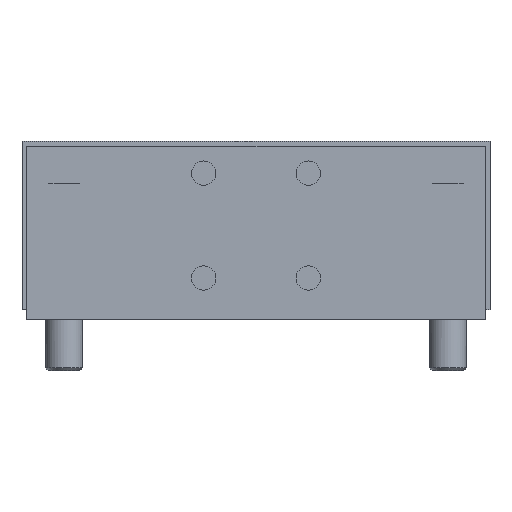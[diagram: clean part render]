
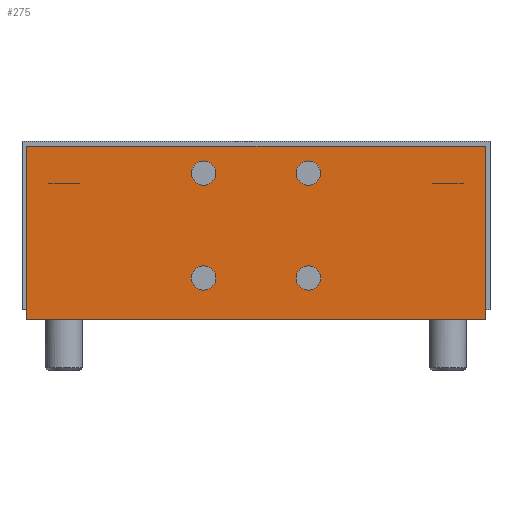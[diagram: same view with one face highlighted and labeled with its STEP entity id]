
A CAD part, left-side view. The second image highlights one B-rep face of the part: STEP entity #275.
In plain terms, the highlighted planar face has unit normal (-1, 0, 0).
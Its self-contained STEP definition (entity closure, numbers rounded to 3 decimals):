
#275 = ADVANCED_FACE( '', ( #729, #730, #731, #732, #733 ), #734, .F. );
#729 = FACE_BOUND( '', #1504, .T. );
#730 = FACE_BOUND( '', #1505, .T. );
#731 = FACE_BOUND( '', #1506, .T. );
#732 = FACE_BOUND( '', #1507, .T. );
#733 = FACE_OUTER_BOUND( '', #1508, .T. );
#734 = PLANE( '', #1509 );
#1504 = EDGE_LOOP( '', ( #2325 ) );
#1505 = EDGE_LOOP( '', ( #2326 ) );
#1506 = EDGE_LOOP( '', ( #2327 ) );
#1507 = EDGE_LOOP( '', ( #2328 ) );
#1508 = EDGE_LOOP( '', ( #2329, #2330, #2331, #2332 ) );
#1509 = AXIS2_PLACEMENT_3D( '', #2333, #2334, #2335 );
#2325 = ORIENTED_EDGE( '', *, *, #3648, .T. );
#2326 = ORIENTED_EDGE( '', *, *, #3649, .T. );
#2327 = ORIENTED_EDGE( '', *, *, #3650, .T. );
#2328 = ORIENTED_EDGE( '', *, *, #3651, .T. );
#2329 = ORIENTED_EDGE( '', *, *, #3652, .F. );
#2330 = ORIENTED_EDGE( '', *, *, #3653, .F. );
#2331 = ORIENTED_EDGE( '', *, *, #3590, .F. );
#2332 = ORIENTED_EDGE( '', *, *, #3610, .F. );
#2333 = CARTESIAN_POINT( '', ( -371., -28., 18. ) );
#2334 = DIRECTION( '', ( 1., 0., 0. ) );
#2335 = DIRECTION( '', ( 0., 1., 0. ) );
#3590 = EDGE_CURVE( '', #4103, #4105, #4106, .T. );
#3610 = EDGE_CURVE( '', #4136, #4103, #4138, .T. );
#3648 = EDGE_CURVE( '', #4198, #4198, #4199, .T. );
#3649 = EDGE_CURVE( '', #4200, #4200, #4201, .T. );
#3650 = EDGE_CURVE( '', #4202, #4202, #4203, .T. );
#3651 = EDGE_CURVE( '', #4204, #4204, #4205, .T. );
#3652 = EDGE_CURVE( '', #4206, #4136, #4207, .T. );
#3653 = EDGE_CURVE( '', #4105, #4206, #4208, .T. );
#4103 = VERTEX_POINT( '', #4856 );
#4105 = VERTEX_POINT( '', #4859 );
#4106 = LINE( '', #4860, #4861 );
#4136 = VERTEX_POINT( '', #4897 );
#4138 = LINE( '', #4900, #4901 );
#4198 = VERTEX_POINT( '', #4963 );
#4199 = CIRCLE( '', #4964, 2.6 );
#4200 = VERTEX_POINT( '', #4965 );
#4201 = CIRCLE( '', #4966, 2.6 );
#4202 = VERTEX_POINT( '', #4967 );
#4203 = CIRCLE( '', #4968, 2.6 );
#4204 = VERTEX_POINT( '', #4969 );
#4205 = CIRCLE( '', #4970, 2.6 );
#4206 = VERTEX_POINT( '', #4971 );
#4207 = LINE( '', #4972, #4973 );
#4208 = LINE( '', #4974, #4975 );
#4856 = CARTESIAN_POINT( '', ( -371., 49., 35. ) );
#4859 = CARTESIAN_POINT( '', ( -371., -49., 35. ) );
#4860 = CARTESIAN_POINT( '', ( -371., 49., 35. ) );
#4861 = VECTOR( '', #5883, 1000. );
#4897 = CARTESIAN_POINT( '', ( -371., 49., -2. ) );
#4900 = CARTESIAN_POINT( '', ( -371., 49., -2. ) );
#4901 = VECTOR( '', #5909, 1000. );
#4963 = CARTESIAN_POINT( '', ( -371., 13.8, 6.8 ) );
#4964 = AXIS2_PLACEMENT_3D( '', #5975, #5976, #5977 );
#4965 = CARTESIAN_POINT( '', ( -371., -8.6, 6.8 ) );
#4966 = AXIS2_PLACEMENT_3D( '', #5978, #5979, #5980 );
#4967 = CARTESIAN_POINT( '', ( -371., 13.8, 29.2 ) );
#4968 = AXIS2_PLACEMENT_3D( '', #5981, #5982, #5983 );
#4969 = CARTESIAN_POINT( '', ( -371., -8.6, 29.2 ) );
#4970 = AXIS2_PLACEMENT_3D( '', #5984, #5985, #5986 );
#4971 = CARTESIAN_POINT( '', ( -371., -49., -2. ) );
#4972 = CARTESIAN_POINT( '', ( -371., -49., -2. ) );
#4973 = VECTOR( '', #5987, 1000. );
#4974 = CARTESIAN_POINT( '', ( -371., -49., 35. ) );
#4975 = VECTOR( '', #5988, 1000. );
#5883 = DIRECTION( '', ( 0., -1., 0. ) );
#5909 = DIRECTION( '', ( 0., 0., 1. ) );
#5975 = CARTESIAN_POINT( '', ( -371., 11.2, 6.8 ) );
#5976 = DIRECTION( '', ( 1., 0., 0. ) );
#5977 = DIRECTION( '', ( 0., 1., 0. ) );
#5978 = CARTESIAN_POINT( '', ( -371., -11.2, 6.8 ) );
#5979 = DIRECTION( '', ( 1., 0., 0. ) );
#5980 = DIRECTION( '', ( 0., 1., 0. ) );
#5981 = CARTESIAN_POINT( '', ( -371., 11.2, 29.2 ) );
#5982 = DIRECTION( '', ( 1., 0., 0. ) );
#5983 = DIRECTION( '', ( 0., 1., 0. ) );
#5984 = CARTESIAN_POINT( '', ( -371., -11.2, 29.2 ) );
#5985 = DIRECTION( '', ( 1., 0., 0. ) );
#5986 = DIRECTION( '', ( 0., 1., 0. ) );
#5987 = DIRECTION( '', ( 0., 1., 0. ) );
#5988 = DIRECTION( '', ( 0., 0., -1. ) );
